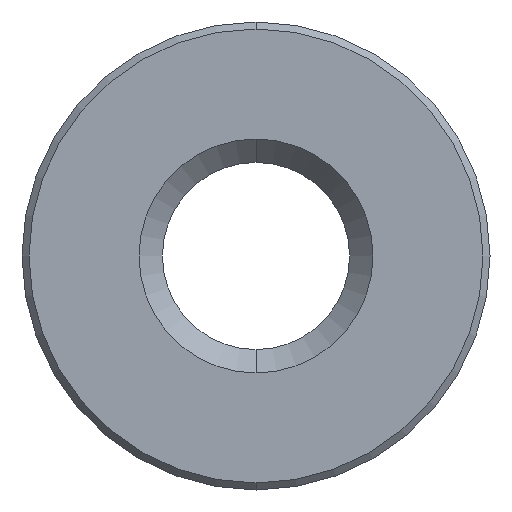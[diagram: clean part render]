
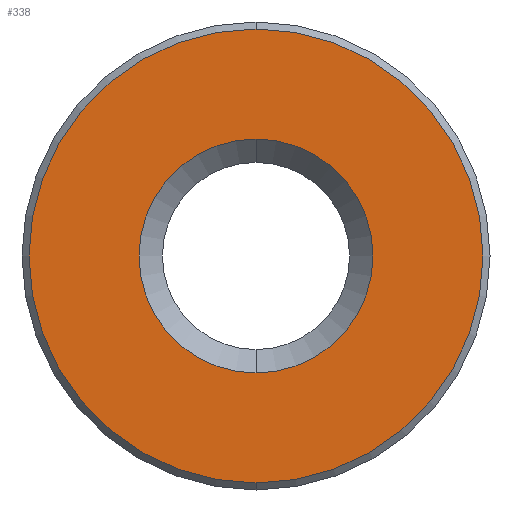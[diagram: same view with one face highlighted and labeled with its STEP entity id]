
A CAD part, front view. The second image highlights one B-rep face of the part: STEP entity #338.
In plain terms, the highlighted planar face has unit normal (0, -1, 0).
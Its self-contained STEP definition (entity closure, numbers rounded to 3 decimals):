
#24 = PLANE ( 'NONE',  #664 ) ;
#37 = ORIENTED_EDGE ( 'NONE', *, *, #262, .T. ) ;
#48 = ORIENTED_EDGE ( 'NONE', *, *, #392, .T. ) ;
#52 = DIRECTION ( 'NONE',  ( 0., 0., 1. ) ) ;
#56 = DIRECTION ( 'NONE',  ( 0., 1., 0. ) ) ;
#60 = ORIENTED_EDGE ( 'NONE', *, *, #302, .T. ) ;
#61 = DIRECTION ( 'NONE',  ( 0., 1., 0. ) ) ;
#113 = AXIS2_PLACEMENT_3D ( 'NONE', #316, #471, #189 ) ;
#122 = DIRECTION ( 'NONE',  ( 0., 0., 1. ) ) ;
#154 = CIRCLE ( 'NONE', #113, 9.7 ) ;
#157 = CARTESIAN_POINT ( 'NONE',  ( 0., -22.5, -9.7 ) ) ;
#165 = CIRCLE ( 'NONE', #303, 5. ) ;
#181 = ORIENTED_EDGE ( 'NONE', *, *, #662, .T. ) ;
#189 = DIRECTION ( 'NONE',  ( 0., 0., 1. ) ) ;
#198 = EDGE_LOOP ( 'NONE', ( #60, #48 ) ) ;
#215 = DIRECTION ( 'NONE',  ( 0., -1., 0. ) ) ;
#216 = VERTEX_POINT ( 'NONE', #157 ) ;
#217 = AXIS2_PLACEMENT_3D ( 'NONE', #296, #61, #349 ) ;
#262 = EDGE_CURVE ( 'NONE', #447, #501, #165, .T. ) ;
#273 = CARTESIAN_POINT ( 'NONE',  ( 0., -22.5, 5. ) ) ;
#289 = CIRCLE ( 'NONE', #552, 9.7 ) ;
#296 = CARTESIAN_POINT ( 'NONE',  ( 0., -22.5, 0. ) ) ;
#302 = EDGE_CURVE ( 'NONE', #334, #216, #289, .T. ) ;
#303 = AXIS2_PLACEMENT_3D ( 'NONE', #548, #56, #52 ) ;
#316 = CARTESIAN_POINT ( 'NONE',  ( 0., -22.5, 0. ) ) ;
#334 = VERTEX_POINT ( 'NONE', #668 ) ;
#338 = ADVANCED_FACE ( 'NONE', ( #403, #420 ), #24, .F. ) ;
#349 = DIRECTION ( 'NONE',  ( 0., 0., 1. ) ) ;
#374 = DIRECTION ( 'NONE',  ( 0., 0., 1. ) ) ;
#392 = EDGE_CURVE ( 'NONE', #216, #334, #154, .T. ) ;
#403 = FACE_BOUND ( 'NONE', #588, .T. ) ;
#420 = FACE_OUTER_BOUND ( 'NONE', #198, .T. ) ;
#428 = DIRECTION ( 'NONE',  ( 0., 1., 0. ) ) ;
#447 = VERTEX_POINT ( 'NONE', #273 ) ;
#471 = DIRECTION ( 'NONE',  ( 0., -1., 0. ) ) ;
#501 = VERTEX_POINT ( 'NONE', #701 ) ;
#519 = CIRCLE ( 'NONE', #217, 5. ) ;
#548 = CARTESIAN_POINT ( 'NONE',  ( 0., -22.5, 0. ) ) ;
#552 = AXIS2_PLACEMENT_3D ( 'NONE', #708, #215, #122 ) ;
#588 = EDGE_LOOP ( 'NONE', ( #181, #37 ) ) ;
#662 = EDGE_CURVE ( 'NONE', #501, #447, #519, .T. ) ;
#664 = AXIS2_PLACEMENT_3D ( 'NONE', #691, #428, #374 ) ;
#668 = CARTESIAN_POINT ( 'NONE',  ( 0., -22.5, 9.7 ) ) ;
#691 = CARTESIAN_POINT ( 'NONE',  ( 0., -22.5, 0. ) ) ;
#701 = CARTESIAN_POINT ( 'NONE',  ( 0., -22.5, -5. ) ) ;
#708 = CARTESIAN_POINT ( 'NONE',  ( 0., -22.5, 0. ) ) ;
